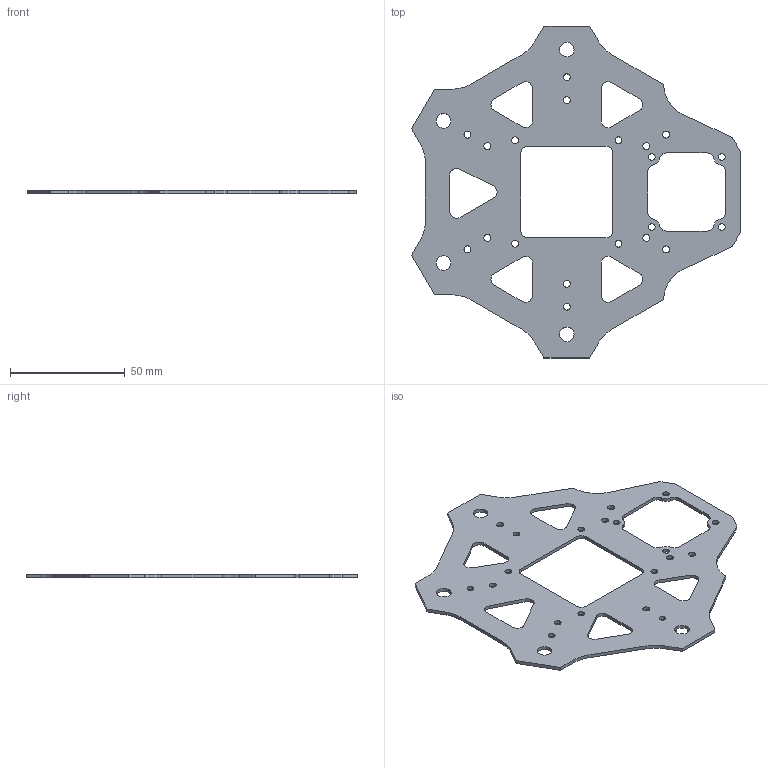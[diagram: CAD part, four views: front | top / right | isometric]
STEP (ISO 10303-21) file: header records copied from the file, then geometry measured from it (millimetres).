
FILE_DESCRIPTION(/* description */ (''),/* implementation_level */ '2;1');
FILE_NAME(/* name */ 'Narwhal Top Plate.stp',/* time_stamp */ '2014-06-09T20:55:04-04:00',/* author */ (''),/* organization */ (''),/* preprocessor_version */ 'ST-DEVELOPER v11',/* originating_system */ 'SIEMENS PLM Software NX 7.5',/* authorisation */ '');
FILE_SCHEMA (('CONFIG_CONTROL_DESIGN'));
Length unit declared in the file: millimetre
Products named in the file (1): Gear5348xgy6
Bounding box: 143.26 x 144.64 x 1.52 mm (x, y, z)
Volume: 15118.7 mm3; surface area: 21855.7 mm2
Topology: 1 solids, 1 shells, 112 faces, 337 edges, 227 vertices
Faces by surface type: cylinder 65, plane 47
Full cylindrical faces by diameter (mm): 3 x20, 6.35 x4
Entity records: 3874 total; most frequent: DIRECTION 662, CARTESIAN_POINT 639, ORIENTED_EDGE 612, EDGE_CURVE 306, AXIS2_PLACEMENT_3D 243, VERTEX_POINT 220, EDGE_LOOP 198, LINE 176
